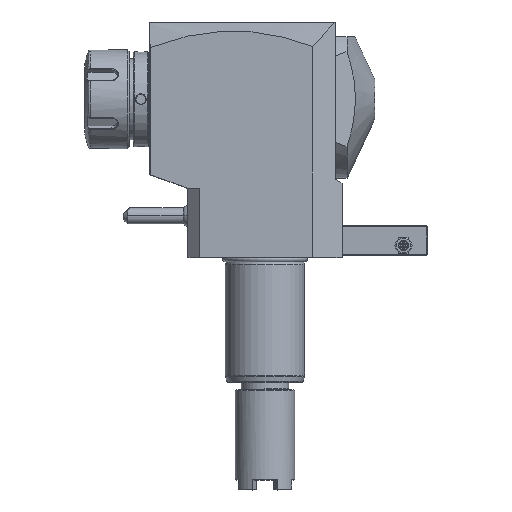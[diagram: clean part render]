
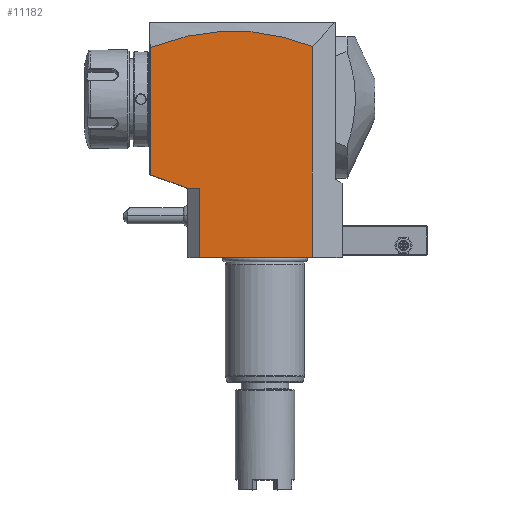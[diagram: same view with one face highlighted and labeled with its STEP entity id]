
A CAD part, top view. The second image highlights one B-rep face of the part: STEP entity #11182.
In plain terms, the highlighted planar face has unit normal (0, 0, 1).
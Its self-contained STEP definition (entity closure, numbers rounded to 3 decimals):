
#29=DIRECTION('',(-1.,0.,0.));
#30=VECTOR('',#29,57.);
#31=CARTESIAN_POINT('',(24.,0.,37.5));
#32=LINE('',#31,#30);
#262=DIRECTION('',(0.,-1.,0.));
#263=VECTOR('',#262,64.359);
#264=CARTESIAN_POINT('',(-57.8,106.092,37.5));
#265=LINE('',#264,#263);
#275=DIRECTION('',(0.94,-0.342,0.));
#276=VECTOR('',#275,19.687);
#277=CARTESIAN_POINT('',(-57.8,41.733,37.5));
#278=LINE('',#277,#276);
#279=CARTESIAN_POINT('',(-57.8,106.092,37.5));
#280=CARTESIAN_POINT('',(-50.998,108.812,37.5));
#281=CARTESIAN_POINT('',(-37.387,112.914,37.5));
#282=CARTESIAN_POINT('',(-16.948,115.059,37.5));
#283=CARTESIAN_POINT('',(3.513,113.192,37.5));
#284=CARTESIAN_POINT('',(17.168,109.259,37.5));
#285=CARTESIAN_POINT('',(24.,106.615,37.5));
#287=DIRECTION('',(0.,-1.,0.));
#288=VECTOR('',#287,106.615);
#289=CARTESIAN_POINT('',(24.,106.615,37.5));
#290=LINE('',#289,#288);
#291=DIRECTION('',(1.,0.,0.));
#292=VECTOR('',#291,6.3);
#293=CARTESIAN_POINT('',(-39.3,35.,37.5));
#294=LINE('',#293,#292);
#303=DIRECTION('',(0.,-1.,0.));
#304=VECTOR('',#303,35.);
#305=CARTESIAN_POINT('',(-33.,35.,37.5));
#306=LINE('',#305,#304);
#10306=VERTEX_POINT('',#279);
#10307=VERTEX_POINT('',#285);
#10322=CARTESIAN_POINT('',(-33.,35.,37.5));
#10323=VERTEX_POINT('',#10322);
#10619=CARTESIAN_POINT('',(24.,0.,37.5));
#10621=VERTEX_POINT('',#10619);
#10622=CARTESIAN_POINT('',(-33.,0.,37.5));
#10623=VERTEX_POINT('',#10622);
#10634=CARTESIAN_POINT('',(-57.8,41.733,37.5));
#10635=CARTESIAN_POINT('',(-39.3,35.,37.5));
#10636=VERTEX_POINT('',#10634);
#10637=VERTEX_POINT('',#10635);
#11164=CARTESIAN_POINT('',(-39.202,35.,37.5));
#11165=DIRECTION('',(0.,0.,1.));
#11166=DIRECTION('',(1.,0.,0.));
#11167=AXIS2_PLACEMENT_3D('',#11164,#11165,#11166);
#11168=PLANE('',#11167);
#11170=ORIENTED_EDGE('',*,*,#11169,.F.);
#11172=ORIENTED_EDGE('',*,*,#11171,.F.);
#11173=ORIENTED_EDGE('',*,*,#11154,.F.);
#11175=ORIENTED_EDGE('',*,*,#11174,.T.);
#11176=ORIENTED_EDGE('',*,*,#10924,.T.);
#11177=ORIENTED_EDGE('',*,*,#10899,.T.);
#11179=ORIENTED_EDGE('',*,*,#11178,.F.);
#11180=EDGE_LOOP('',(#11170,#11172,#11173,#11175,#11176,#11177,#11179));
#11181=FACE_OUTER_BOUND('',#11180,.F.);
#286=B_SPLINE_CURVE_WITH_KNOTS('',3,(#279,#280,#281,#282,#283,#284,#285),
.UNSPECIFIED.,.F.,.F.,(4,1,1,1,4),(0.,0.25,0.5,0.75,1.),
.UNSPECIFIED.);
#10899=EDGE_CURVE('',#10621,#10623,#32,.T.);
#10924=EDGE_CURVE('',#10307,#10621,#290,.T.);
#11154=EDGE_CURVE('',#10306,#10636,#265,.T.);
#11169=EDGE_CURVE('',#10637,#10323,#294,.T.);
#11171=EDGE_CURVE('',#10636,#10637,#278,.T.);
#11174=EDGE_CURVE('',#10306,#10307,#286,.T.);
#11178=EDGE_CURVE('',#10323,#10623,#306,.T.);
#11182=ADVANCED_FACE('',(#11181),#11168,.T.);
